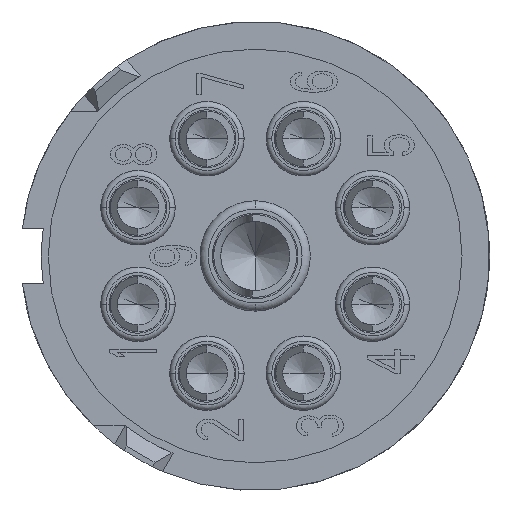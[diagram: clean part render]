
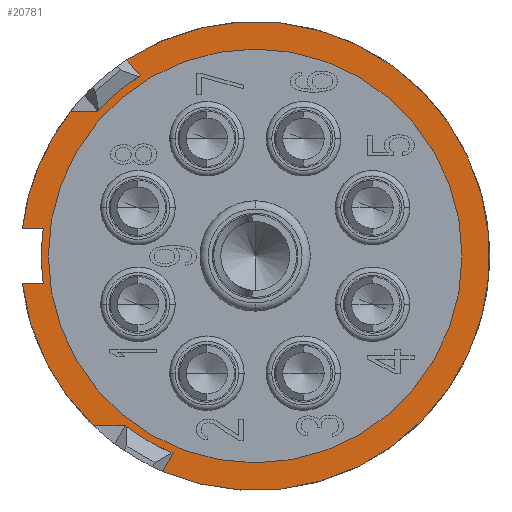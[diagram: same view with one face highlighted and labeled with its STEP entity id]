
A CAD part, front view. The second image highlights one B-rep face of the part: STEP entity #20781.
In plain terms, the highlighted planar face has unit normal (0, -1, 0).
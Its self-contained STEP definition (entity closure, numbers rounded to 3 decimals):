
#1823=CARTESIAN_POINT('',(0.,-6.9,0.));
#1824=DIRECTION('',(0.,-1.,0.));
#1825=DIRECTION('',(-0.395,0.,-0.919));
#1826=AXIS2_PLACEMENT_3D('',#1823,#1824,#1825);
#1828=DIRECTION('',(-0.643,0.,0.766));
#1829=VECTOR('',#1828,0.756);
#1830=CARTESIAN_POINT('',(-4.174,-6.9,6.53));
#1831=LINE('',#1830,#1829);
#1832=DIRECTION('',(0.5,0.,0.866));
#1833=VECTOR('',#1832,0.756);
#1834=CARTESIAN_POINT('',(-3.354,-6.9,-7.81));
#1835=LINE('',#1834,#1833);
#1836=CARTESIAN_POINT('',(0.,-6.9,0.));
#1837=DIRECTION('',(0.,-1.,0.));
#1838=DIRECTION('',(-0.608,0.,-0.794));
#1839=AXIS2_PLACEMENT_3D('',#1836,#1837,#1838);
#1841=DIRECTION('',(-1.,0.,0.));
#1842=VECTOR('',#1841,1.153);
#1843=CARTESIAN_POINT('',(-4.709,-6.9,-6.156));
#1844=LINE('',#1843,#1842);
#1845=DIRECTION('',(-1.,0.,0.));
#1846=VECTOR('',#1845,0.756);
#1847=CARTESIAN_POINT('',(-7.685,-6.9,-1.));
#1848=LINE('',#1847,#1846);
#1849=CARTESIAN_POINT('',(0.,-6.9,0.));
#1850=DIRECTION('',(0.,1.,0.));
#1851=DIRECTION('',(-0.992,0.,-0.129));
#1852=AXIS2_PLACEMENT_3D('',#1849,#1850,#1851);
#1854=DIRECTION('',(1.,0.,0.));
#1855=VECTOR('',#1854,0.756);
#1856=CARTESIAN_POINT('',(-8.441,-6.9,1.));
#1857=LINE('',#1856,#1855);
#1858=DIRECTION('',(1.,0.,0.));
#1859=VECTOR('',#1858,0.983);
#1860=CARTESIAN_POINT('',(-6.689,-6.9,5.244));
#1861=LINE('',#1860,#1859);
#1862=CARTESIAN_POINT('',(0.,-6.9,0.));
#1863=DIRECTION('',(0.,-1.,0.));
#1864=DIRECTION('',(-0.539,0.,0.843));
#1865=AXIS2_PLACEMENT_3D('',#1862,#1863,#1864);
#1867=CARTESIAN_POINT('',(0.,-6.9,0.));
#1868=DIRECTION('',(0.,-1.,0.));
#1869=DIRECTION('',(1.,0.,0.));
#1870=AXIS2_PLACEMENT_3D('',#1867,#1868,#1869);
#1872=CARTESIAN_POINT('',(0.,-6.9,0.));
#1873=DIRECTION('',(0.,-1.,0.));
#1874=DIRECTION('',(-1.,0.,0.));
#1875=AXIS2_PLACEMENT_3D('',#1872,#1873,#1874);
#1889=CARTESIAN_POINT('',(0.,-6.9,0.));
#1890=DIRECTION('',(0.,-1.,0.));
#1891=DIRECTION('',(-0.993,0.,-0.118));
#1892=AXIS2_PLACEMENT_3D('',#1889,#1890,#1891);
#1938=CARTESIAN_POINT('',(0.,-6.9,0.));
#1939=DIRECTION('',(0.,-1.,0.));
#1940=DIRECTION('',(-0.787,0.,0.617));
#1941=AXIS2_PLACEMENT_3D('',#1938,#1939,#1940);
#16806=CARTESIAN_POINT('',(7.5,-6.9,0.));
#16807=CARTESIAN_POINT('',(-7.5,-6.9,0.));
#16808=VERTEX_POINT('',#16806);
#16809=VERTEX_POINT('',#16807);
#16870=CARTESIAN_POINT('',(-7.685,-6.9,-1.));
#16871=CARTESIAN_POINT('',(-8.441,-6.9,-1.));
#16872=VERTEX_POINT('',#16870);
#16873=VERTEX_POINT('',#16871);
#16874=CARTESIAN_POINT('',(-8.441,-6.9,1.));
#16875=CARTESIAN_POINT('',(-7.685,-6.9,1.));
#16876=VERTEX_POINT('',#16874);
#16877=VERTEX_POINT('',#16875);
#17130=CARTESIAN_POINT('',(-4.66,-6.9,7.109));
#17132=VERTEX_POINT('',#17130);
#17134=CARTESIAN_POINT('',(-6.689,-6.9,5.244));
#17136=VERTEX_POINT('',#17134);
#17138=CARTESIAN_POINT('',(-5.862,-6.9,-6.156));
#17140=VERTEX_POINT('',#17138);
#17142=CARTESIAN_POINT('',(-3.354,-6.9,-7.81));
#17144=VERTEX_POINT('',#17142);
#17146=CARTESIAN_POINT('',(-4.174,-6.9,6.53));
#17147=VERTEX_POINT('',#17146);
#17148=CARTESIAN_POINT('',(-5.706,-6.9,5.244));
#17149=VERTEX_POINT('',#17148);
#17150=CARTESIAN_POINT('',(-4.709,-6.9,-6.156));
#17151=CARTESIAN_POINT('',(-2.977,-6.9,-7.156));
#17152=VERTEX_POINT('',#17150);
#17153=VERTEX_POINT('',#17151);
#20750=CARTESIAN_POINT('',(0.,-6.9,0.));
#20751=DIRECTION('',(0.,1.,0.));
#20752=DIRECTION('',(1.,0.,0.));
#20753=AXIS2_PLACEMENT_3D('',#20750,#20751,#20752);
#20754=PLANE('',#20753);
#20755=ORIENTED_EDGE('',*,*,#20716,.T.);
#20756=ORIENTED_EDGE('',*,*,#20732,.F.);
#20757=ORIENTED_EDGE('',*,*,#20745,.T.);
#20758=ORIENTED_EDGE('',*,*,#20553,.F.);
#20760=ORIENTED_EDGE('',*,*,#20759,.T.);
#20762=ORIENTED_EDGE('',*,*,#20761,.F.);
#20764=ORIENTED_EDGE('',*,*,#20763,.F.);
#20765=ORIENTED_EDGE('',*,*,#20545,.T.);
#20767=ORIENTED_EDGE('',*,*,#20766,.F.);
#20769=ORIENTED_EDGE('',*,*,#20768,.F.);
#20771=ORIENTED_EDGE('',*,*,#20770,.T.);
#20772=ORIENTED_EDGE('',*,*,#20537,.F.);
#20773=EDGE_LOOP('',(#20755,#20756,#20757,#20758,#20760,#20762,#20764,#20765,
#20767,#20769,#20771,#20772));
#20774=FACE_OUTER_BOUND('',#20773,.F.);
#20776=ORIENTED_EDGE('',*,*,#20775,.T.);
#20778=ORIENTED_EDGE('',*,*,#20777,.T.);
#20779=EDGE_LOOP('',(#20776,#20778));
#20780=FACE_BOUND('',#20779,.F.);
#20781=ADVANCED_FACE('',(#20774,#20780),#20754,.F.);
#1827=CIRCLE('',#1826,8.5);
#1840=CIRCLE('',#1839,7.75);
#1853=CIRCLE('',#1852,7.75);
#1866=CIRCLE('',#1865,7.75);
#1871=CIRCLE('',#1870,7.5);
#1876=CIRCLE('',#1875,7.5);
#1893=CIRCLE('',#1892,8.5);
#1942=CIRCLE('',#1941,8.5);
#20537=EDGE_CURVE('',#17147,#17149,#1866,.T.);
#20545=EDGE_CURVE('',#16872,#16877,#1853,.T.);
#20553=EDGE_CURVE('',#17152,#17153,#1840,.T.);
#20716=EDGE_CURVE('',#17147,#17132,#1831,.T.);
#20732=EDGE_CURVE('',#17144,#17132,#1827,.T.);
#20745=EDGE_CURVE('',#17144,#17153,#1835,.T.);
#20759=EDGE_CURVE('',#17152,#17140,#1844,.T.);
#20761=EDGE_CURVE('',#16873,#17140,#1893,.T.);
#20763=EDGE_CURVE('',#16872,#16873,#1848,.T.);
#20766=EDGE_CURVE('',#16876,#16877,#1857,.T.);
#20768=EDGE_CURVE('',#17136,#16876,#1942,.T.);
#20770=EDGE_CURVE('',#17136,#17149,#1861,.T.);
#20775=EDGE_CURVE('',#16808,#16809,#1871,.T.);
#20777=EDGE_CURVE('',#16809,#16808,#1876,.T.);
